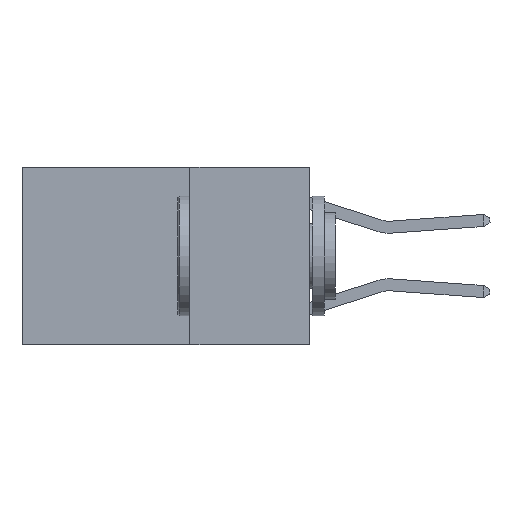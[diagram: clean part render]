
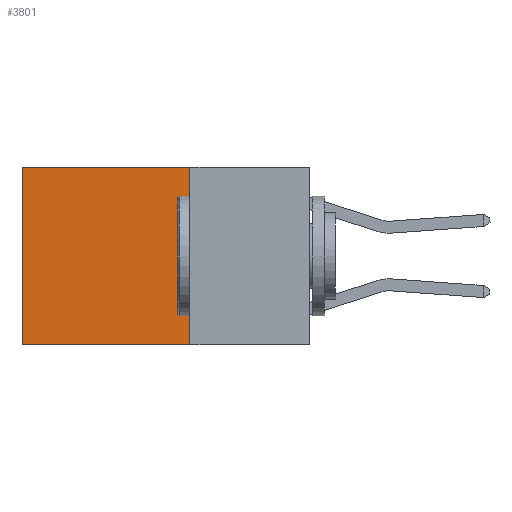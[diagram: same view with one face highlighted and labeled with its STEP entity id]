
A CAD part, left-side view. The second image highlights one B-rep face of the part: STEP entity #3801.
In plain terms, the highlighted planar face has unit normal (-1, 0, 0).
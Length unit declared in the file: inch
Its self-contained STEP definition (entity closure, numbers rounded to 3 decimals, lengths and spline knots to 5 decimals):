
#348 = EDGE_LOOP ( 'NONE', ( #965, #4733, #821, #5533 ) ) ;
#497 = LINE ( 'NONE', #3395, #1753 ) ;
#568 = LINE ( 'NONE', #6545, #5080 ) ;
#595 = DIRECTION ( 'NONE',  ( 0., 0., -1. ) ) ;
#634 = CARTESIAN_POINT ( 'NONE',  ( 0.2625, 0.25, -0.37 ) ) ;
#721 = VERTEX_POINT ( 'NONE', #4436 ) ;
#745 = VERTEX_POINT ( 'NONE', #634 ) ;
#821 = ORIENTED_EDGE ( 'NONE', *, *, #8803, .F. ) ;
#965 = ORIENTED_EDGE ( 'NONE', *, *, #8872, .T. ) ;
#1753 = VECTOR ( 'NONE', #3496, 39.37008 ) ;
#1949 = CARTESIAN_POINT ( 'NONE',  ( 0.2625, 0.25, 0. ) ) ;
#2350 = VECTOR ( 'NONE', #595, 39.37008 ) ;
#2690 = AXIS2_PLACEMENT_3D ( 'NONE', #7385, #4386, #7247 ) ;
#3050 = LINE ( 'NONE', #5967, #4163 ) ;
#3395 = CARTESIAN_POINT ( 'NONE',  ( 0.2625, 0.6, 0. ) ) ;
#3496 = DIRECTION ( 'NONE',  ( 0., 0., -1. ) ) ;
#3581 = VERTEX_POINT ( 'NONE', #6336 ) ;
#3801 = ADVANCED_FACE ( 'NONE', ( #5167 ), #4535, .F. ) ;
#4163 = VECTOR ( 'NONE', #8857, 39.37008 ) ;
#4386 = DIRECTION ( 'NONE',  ( 1., 0., 0. ) ) ;
#4436 = CARTESIAN_POINT ( 'NONE',  ( 0.2625, 0.25, 0. ) ) ;
#4535 = PLANE ( 'NONE',  #2690 ) ;
#4733 = ORIENTED_EDGE ( 'NONE', *, *, #7333, .F. ) ;
#4844 = LINE ( 'NONE', #1949, #2350 ) ;
#5080 = VECTOR ( 'NONE', #8262, 39.37008 ) ;
#5167 = FACE_OUTER_BOUND ( 'NONE', #348, .T. ) ;
#5533 = ORIENTED_EDGE ( 'NONE', *, *, #7546, .T. ) ;
#5967 = CARTESIAN_POINT ( 'NONE',  ( 0.2625, 0.25, -0.37 ) ) ;
#6336 = CARTESIAN_POINT ( 'NONE',  ( 0.2625, 0.6, 0. ) ) ;
#6545 = CARTESIAN_POINT ( 'NONE',  ( 0.2625, 0.25, 0. ) ) ;
#7163 = VERTEX_POINT ( 'NONE', #7250 ) ;
#7247 = DIRECTION ( 'NONE',  ( 0., 0., -1. ) ) ;
#7250 = CARTESIAN_POINT ( 'NONE',  ( 0.2625, 0.6, -0.37 ) ) ;
#7333 = EDGE_CURVE ( 'NONE', #745, #7163, #3050, .T. ) ;
#7385 = CARTESIAN_POINT ( 'NONE',  ( 0.2625, 0.25, 0. ) ) ;
#7546 = EDGE_CURVE ( 'NONE', #721, #3581, #568, .T. ) ;
#8262 = DIRECTION ( 'NONE',  ( 0., 1., 0. ) ) ;
#8803 = EDGE_CURVE ( 'NONE', #721, #745, #4844, .T. ) ;
#8857 = DIRECTION ( 'NONE',  ( 0., 1., 0. ) ) ;
#8872 = EDGE_CURVE ( 'NONE', #3581, #7163, #497, .T. ) ;
